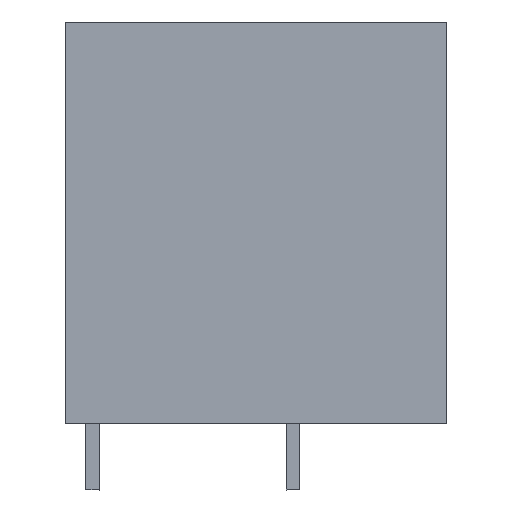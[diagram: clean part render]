
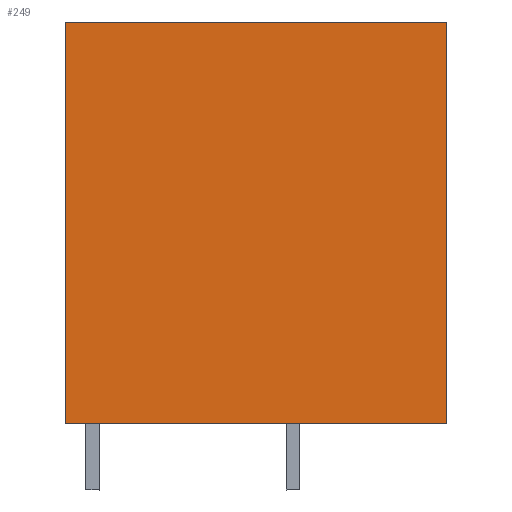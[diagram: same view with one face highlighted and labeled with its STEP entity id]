
A CAD part, left-side view. The second image highlights one B-rep face of the part: STEP entity #249.
In plain terms, the highlighted planar face has unit normal (-1, 0, 0).
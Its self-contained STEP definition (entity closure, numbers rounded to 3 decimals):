
#229=AXIS2_PLACEMENT_3D('Plane Axis2P3D',#226,#227,#228) ;
#49=CARTESIAN_POINT('Vertex',(0.,28.55,35.)) ;
#52=CARTESIAN_POINT('Line Origine',(0.,14.275,35.)) ;
#56=CARTESIAN_POINT('Vertex',(0.,0.,35.)) ;
#210=CARTESIAN_POINT('Vertex',(0.,28.55,5.)) ;
#213=CARTESIAN_POINT('Line Origine',(0.,28.55,20.)) ;
#226=CARTESIAN_POINT('Axis2P3D Location',(0.,28.55,35.)) ;
#231=CARTESIAN_POINT('Line Origine',(0.,14.275,5.)) ;
#235=CARTESIAN_POINT('Vertex',(0.,0.,5.)) ;
#238=CARTESIAN_POINT('Line Origine',(0.,0.,20.)) ;
#53=DIRECTION('Vector Direction',(0.,-1.,0.)) ;
#214=DIRECTION('Vector Direction',(0.,0.,-1.)) ;
#227=DIRECTION('Axis2P3D Direction',(-1.,0.,0.)) ;
#228=DIRECTION('Axis2P3D XDirection',(0.,0.,-1.)) ;
#232=DIRECTION('Vector Direction',(0.,-1.,0.)) ;
#239=DIRECTION('Vector Direction',(0.,0.,-1.)) ;
#54=VECTOR('Line Direction',#53,1.) ;
#215=VECTOR('Line Direction',#214,1.) ;
#233=VECTOR('Line Direction',#232,1.) ;
#240=VECTOR('Line Direction',#239,1.) ;
#244=ORIENTED_EDGE('',*,*,#58,.F.) ;
#245=ORIENTED_EDGE('',*,*,#217,.F.) ;
#246=ORIENTED_EDGE('',*,*,#237,.T.) ;
#247=ORIENTED_EDGE('',*,*,#242,.F.) ;
#249=ADVANCED_FACE('HOUSING',(#248),#230,.T.) ;
#58=EDGE_CURVE('',#50,#57,#55,.T.) ;
#217=EDGE_CURVE('',#211,#50,#216,.F.) ;
#237=EDGE_CURVE('',#211,#236,#234,.T.) ;
#242=EDGE_CURVE('',#57,#236,#241,.T.) ;
#243=EDGE_LOOP('',(#244,#245,#246,#247)) ;
#248=FACE_OUTER_BOUND('',#243,.T.) ;
#55=LINE('Line',#52,#54) ;
#216=LINE('Line',#213,#215) ;
#234=LINE('Line',#231,#233) ;
#241=LINE('Line',#238,#240) ;
#230=PLANE('',#229) ;
#50=VERTEX_POINT('',#49) ;
#57=VERTEX_POINT('',#56) ;
#211=VERTEX_POINT('',#210) ;
#236=VERTEX_POINT('',#235) ;
